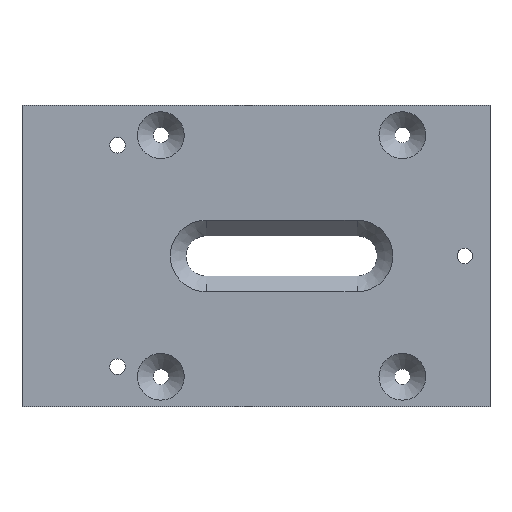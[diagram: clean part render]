
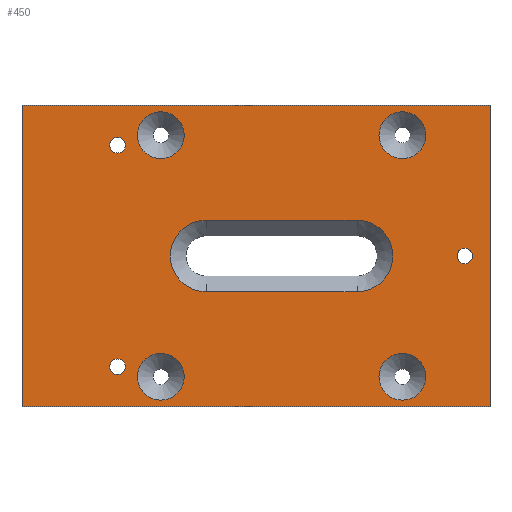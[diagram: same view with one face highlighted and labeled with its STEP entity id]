
A CAD part, top view. The second image highlights one B-rep face of the part: STEP entity #450.
In plain terms, the highlighted planar face has unit normal (0, 0, 1).
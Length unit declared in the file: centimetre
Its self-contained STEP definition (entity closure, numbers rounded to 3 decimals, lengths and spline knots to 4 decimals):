
#52=VECTOR('',#689,1.);
#56=VECTOR('',#694,1.);
#60=VECTOR('',#712,1.);
#61=VECTOR('',#713,1.);
#62=VECTOR('',#714,1.);
#63=VECTOR('',#715,1.);
#78=LINE('',#575,#52);
#82=LINE('',#582,#56);
#86=LINE('',#596,#60);
#87=LINE('',#599,#61);
#88=LINE('',#601,#62);
#89=LINE('',#603,#63);
#99=PLANE('',#494);
#121=VERTEX_POINT('',#555);
#123=VERTEX_POINT('',#561);
#125=VERTEX_POINT('',#565);
#126=VERTEX_POINT('',#567);
#129=VERTEX_POINT('',#574);
#130=VERTEX_POINT('',#579);
#132=VERTEX_POINT('',#593);
#133=VERTEX_POINT('',#595);
#134=VERTEX_POINT('',#597);
#135=VERTEX_POINT('',#598);
#136=VERTEX_POINT('',#600);
#137=VERTEX_POINT('',#602);
#138=VERTEX_POINT('',#605);
#139=VERTEX_POINT('',#607);
#140=VERTEX_POINT('',#609);
#155=CIRCLE('',#479,0.155);
#157=CIRCLE('',#483,0.155);
#158=CIRCLE('',#485,0.71);
#161=CIRCLE('',#491,0.71);
#162=CIRCLE('',#495,0.465);
#163=CIRCLE('',#496,0.465);
#164=CIRCLE('',#497,0.155);
#165=CIRCLE('',#498,0.465);
#166=CIRCLE('',#499,0.465);
#187=EDGE_CURVE('',#121,#121,#155,.T.);
#189=EDGE_CURVE('',#123,#123,#157,.T.);
#191=EDGE_CURVE('',#125,#126,#158,.T.);
#195=EDGE_CURVE('',#129,#125,#78,.T.);
#199=EDGE_CURVE('',#126,#130,#82,.T.);
#201=EDGE_CURVE('',#130,#129,#161,.T.);
#205=EDGE_CURVE('',#132,#132,#162,.T.);
#206=EDGE_CURVE('',#133,#133,#163,.T.);
#207=EDGE_CURVE('',#134,#135,#86,.T.);
#208=EDGE_CURVE('',#136,#134,#87,.T.);
#209=EDGE_CURVE('',#137,#136,#88,.T.);
#210=EDGE_CURVE('',#135,#137,#89,.T.);
#211=EDGE_CURVE('',#138,#138,#164,.T.);
#212=EDGE_CURVE('',#139,#139,#165,.T.);
#213=EDGE_CURVE('',#140,#140,#166,.T.);
#270=ORIENTED_EDGE('',*,*,#205,.F.);
#271=ORIENTED_EDGE('',*,*,#206,.F.);
#272=ORIENTED_EDGE('',*,*,#207,.F.);
#273=ORIENTED_EDGE('',*,*,#208,.F.);
#274=ORIENTED_EDGE('',*,*,#209,.F.);
#275=ORIENTED_EDGE('',*,*,#210,.F.);
#276=ORIENTED_EDGE('',*,*,#211,.F.);
#277=ORIENTED_EDGE('',*,*,#189,.F.);
#278=ORIENTED_EDGE('',*,*,#187,.F.);
#279=ORIENTED_EDGE('',*,*,#212,.F.);
#280=ORIENTED_EDGE('',*,*,#213,.F.);
#281=ORIENTED_EDGE('',*,*,#191,.F.);
#282=ORIENTED_EDGE('',*,*,#195,.F.);
#283=ORIENTED_EDGE('',*,*,#201,.F.);
#284=ORIENTED_EDGE('',*,*,#199,.F.);
#350=EDGE_LOOP('',(#270));
#351=EDGE_LOOP('',(#271));
#352=EDGE_LOOP('',(#272,#273,#274,#275));
#353=EDGE_LOOP('',(#276));
#354=EDGE_LOOP('',(#277));
#355=EDGE_LOOP('',(#278));
#356=EDGE_LOOP('',(#279));
#357=EDGE_LOOP('',(#280));
#358=EDGE_LOOP('',(#281,#282,#283,#284));
#406=FACE_BOUND('',#350,.T.);
#407=FACE_BOUND('',#351,.T.);
#408=FACE_BOUND('',#352,.T.);
#409=FACE_BOUND('',#353,.T.);
#410=FACE_BOUND('',#354,.T.);
#411=FACE_BOUND('',#355,.T.);
#412=FACE_BOUND('',#356,.T.);
#413=FACE_BOUND('',#357,.T.);
#414=FACE_BOUND('',#358,.T.);
#450=ADVANCED_FACE('',(#406,#407,#408,#409,#410,#411,#412,#413,#414),#99,
 .T.);
#479=AXIS2_PLACEMENT_3D('',#554,#669,#670);
#483=AXIS2_PLACEMENT_3D('',#560,#677,#678);
#485=AXIS2_PLACEMENT_3D('',#566,#682,#683);
#491=AXIS2_PLACEMENT_3D('',#585,#699,#700);
#494=AXIS2_PLACEMENT_3D('',#591,#707,$);
#495=AXIS2_PLACEMENT_3D('',#592,#708,#709);
#496=AXIS2_PLACEMENT_3D('',#594,#710,#711);
#497=AXIS2_PLACEMENT_3D('',#604,#716,#717);
#498=AXIS2_PLACEMENT_3D('',#606,#718,#719);
#499=AXIS2_PLACEMENT_3D('',#608,#720,#721);
#554=CARTESIAN_POINT('',(-2.7,-2.2,0.4));
#555=CARTESIAN_POINT('',(-2.545,-2.2,0.4));
#560=CARTESIAN_POINT('',(-2.7,2.2,0.4));
#561=CARTESIAN_POINT('',(-2.545,2.2,0.4));
#565=CARTESIAN_POINT('',(-0.9414,0.71,0.4));
#566=CARTESIAN_POINT('',(-0.9414,0.,0.4));
#567=CARTESIAN_POINT('',(-0.9414,-0.71,0.4));
#574=CARTESIAN_POINT('',(2.0586,0.71,0.4));
#575=CARTESIAN_POINT('',(0.3043,0.71,0.4));
#579=CARTESIAN_POINT('',(2.0586,-0.71,0.4));
#582=CARTESIAN_POINT('',(0.3043,-0.71,0.4));
#585=CARTESIAN_POINT('',(2.0586,0.,0.4));
#591=CARTESIAN_POINT('',(0.05,0.,0.4));
#592=CARTESIAN_POINT('',(2.9586,-2.4,0.4));
#593=CARTESIAN_POINT('',(3.4236,-2.4,0.4));
#594=CARTESIAN_POINT('',(-1.8414,2.4,0.4));
#595=CARTESIAN_POINT('',(-1.3764,2.4,0.4));
#596=CARTESIAN_POINT('',(4.7,3.,0.4));
#597=CARTESIAN_POINT('',(-4.6,3.,0.4));
#598=CARTESIAN_POINT('',(4.7,3.,0.4));
#599=CARTESIAN_POINT('',(-4.6,3.,0.4));
#600=CARTESIAN_POINT('',(-4.6,-3.,0.4));
#601=CARTESIAN_POINT('',(-4.6,-3.,0.4));
#602=CARTESIAN_POINT('',(4.7,-3.,0.4));
#603=CARTESIAN_POINT('',(4.7,-3.,0.4));
#604=CARTESIAN_POINT('',(4.2,0.,0.4));
#605=CARTESIAN_POINT('',(4.355,0.,0.4));
#606=CARTESIAN_POINT('',(-1.8414,-2.4,0.4));
#607=CARTESIAN_POINT('',(-1.3764,-2.4,0.4));
#608=CARTESIAN_POINT('',(2.9586,2.4,0.4));
#609=CARTESIAN_POINT('',(3.4236,2.4,0.4));
#669=DIRECTION('',(0.,0.,1.));
#670=DIRECTION('',(0.155,0.,0.));
#677=DIRECTION('',(0.,0.,1.));
#678=DIRECTION('',(0.155,0.,0.));
#682=DIRECTION('',(0.,0.,1.));
#683=DIRECTION('',(-0.71,0.,0.));
#689=DIRECTION('',(-1.,0.,0.));
#694=DIRECTION('',(1.,0.,0.));
#699=DIRECTION('',(0.,0.,1.));
#700=DIRECTION('',(0.71,0.,0.));
#707=DIRECTION('',(0.,0.,1.));
#708=DIRECTION('',(0.,0.,1.));
#709=DIRECTION('',(-0.465,0.,0.));
#710=DIRECTION('',(0.,0.,1.));
#711=DIRECTION('',(-0.465,0.,0.));
#712=DIRECTION('',(1.,0.,0.));
#713=DIRECTION('',(0.,1.,0.));
#714=DIRECTION('',(-1.,0.,0.));
#715=DIRECTION('',(0.,-1.,0.));
#716=DIRECTION('',(0.,0.,1.));
#717=DIRECTION('',(0.155,0.,0.));
#718=DIRECTION('',(0.,0.,1.));
#719=DIRECTION('',(-0.465,0.,0.));
#720=DIRECTION('',(0.,0.,1.));
#721=DIRECTION('',(-0.465,0.,0.));
